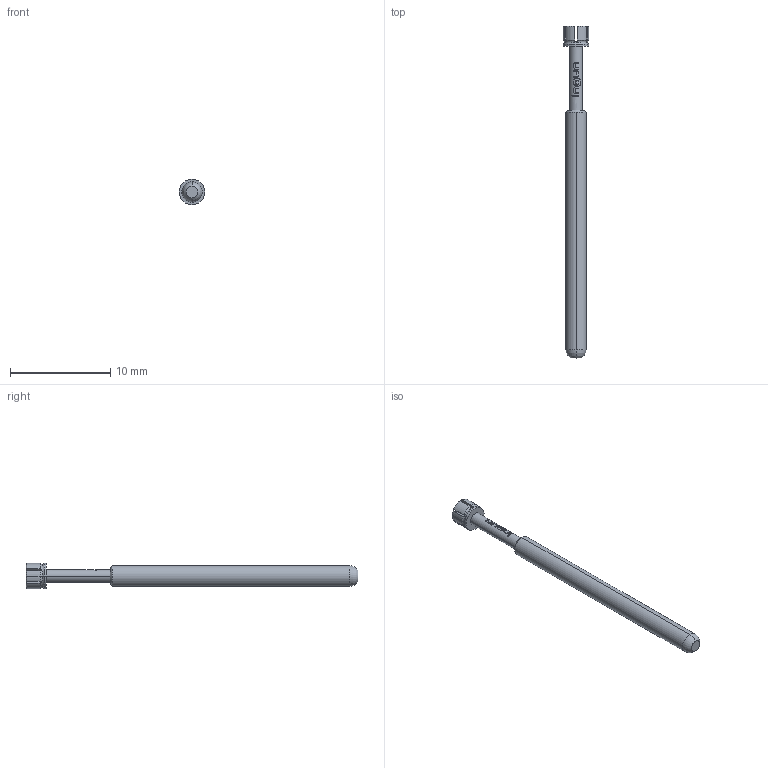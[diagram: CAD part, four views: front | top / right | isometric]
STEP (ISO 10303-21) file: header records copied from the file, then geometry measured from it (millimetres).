
FILE_DESCRIPTION (( 'STEP AP203' ), '1' );
FILE_NAME ('INGUN_HSS-003_319_254_A_xx00.STEP', '2022-01-31T11:53:31', ( 'ochi' ), ( '' ), 'SwSTEP 2.0', 'SolidWorks 2018', '' );
FILE_SCHEMA (( 'CONFIG_CONTROL_DESIGN' ));
Length unit declared in the file: millimetre
Products named in the file (1): INGUN_HSS-003_319_254_A_xx00
Bounding box: 2.54 x 33.1 x 2.54 mm (x, y, z)
Volume: 94 mm3; surface area: 227.4 mm2
Topology: 1 solids, 1 shells, 128 faces, 341 edges, 224 vertices
Faces by surface type: plane 61, bspline 24, cylinder 19, cone 18, torus 6
Entity records: 5102 total; most frequent: CARTESIAN_POINT 2286, ORIENTED_EDGE 682, DIRECTION 393, EDGE_CURVE 341, VERTEX_POINT 224, B_SPLINE_CURVE_WITH_KNOTS 222, AXIS2_PLACEMENT_3D 169, EDGE_LOOP 137
